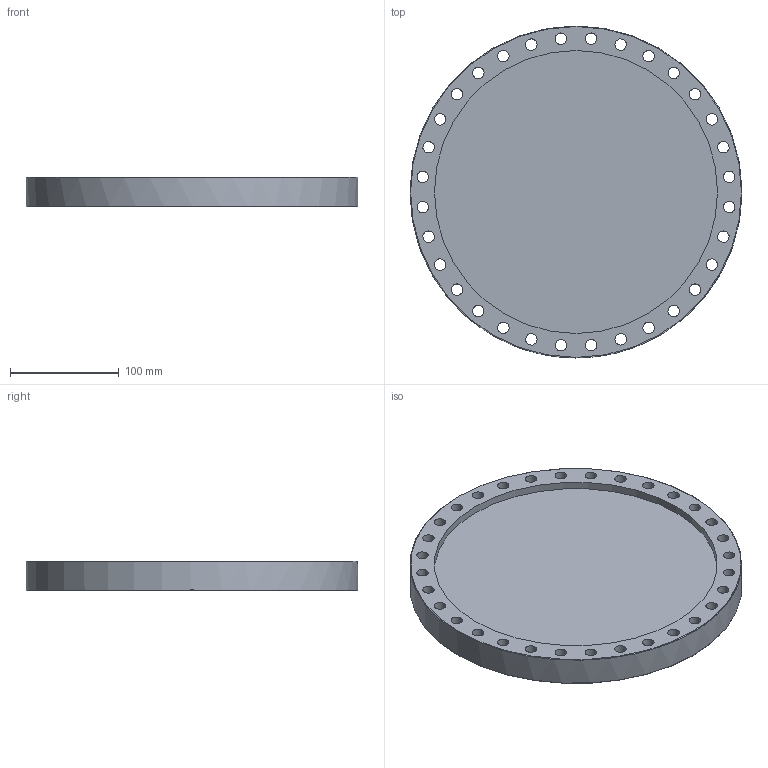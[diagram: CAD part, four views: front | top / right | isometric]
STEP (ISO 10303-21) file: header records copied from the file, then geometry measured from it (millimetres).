
FILE_DESCRIPTION((''),'2;1');
FILE_NAME('F250R-316LNS.stp','2009-03-13T08:25:58',('hasers'),(''),'Autodesk Inventor 2008','Autodesk Inventor 2008','');
FILE_SCHEMA(('AUTOMOTIVE_DESIGN { 1 0 10303 214 1 1 1 1 }'));
Length unit declared in the file: millimetre
Products named in the file (3): F250R-316LNS; CF-R [Subject [Summary]=-316LNS][Title [Summary]=F250RO]; CF-R [Subject [Summary]=-316LNS][Title [Summary]=F250RI]
Assembly tree (2 placements, depth 2):
  F250R-316LNS
    CF-R [Subject [Summary]=-316LNS][Title [Summary]=F250RO]
    CF-R [Subject [Summary]=-316LNS][Title [Summary]=F250RI]
Bounding box: 305 x 305 x 27 mm (x, y, z)
Volume: 1443981.1 mm3; surface area: 241683.1 mm2
Topology: 2 solids, 2 shells, 55 faces, 179 edges, 128 vertices
Faces by surface type: bspline 36, torus 6, cylinder 5, plane 5, cone 3
Full cylindrical faces by diameter (mm): 270.1 x1, 271 x1, 305 x1
Entity records: 2261 total; most frequent: CARTESIAN_POINT 966, DIRECTION 222, ORIENTED_EDGE 194, EDGE_LOOP 166, FACE_BOUND 111, AXIS2_PLACEMENT_3D 109, EDGE_CURVE 97, VERTEX_POINT 91
